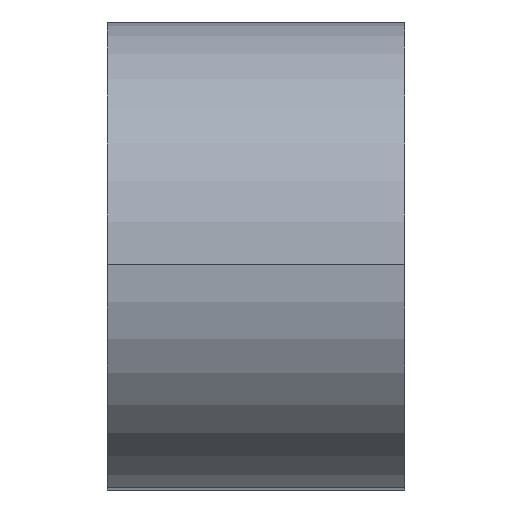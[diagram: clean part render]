
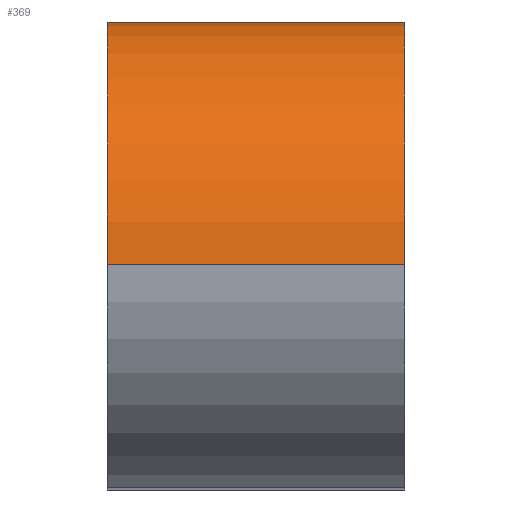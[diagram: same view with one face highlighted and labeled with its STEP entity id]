
A CAD part, top view. The second image highlights one B-rep face of the part: STEP entity #369.
In plain terms, the highlighted cylindrical face has radius 15.5 mm (diameter 31 mm), a partial arc.
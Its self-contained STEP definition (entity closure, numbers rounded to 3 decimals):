
#42 = CARTESIAN_POINT ( 'NONE',  ( 19., 15.5, 47.15 ) ) ;
#46 = ORIENTED_EDGE ( 'NONE', *, *, #110, .F. ) ;
#61 = AXIS2_PLACEMENT_3D ( 'NONE', #130, #285, #93 ) ;
#63 = CARTESIAN_POINT ( 'NONE',  ( 0., 0., 47.15 ) ) ;
#77 = DIRECTION ( 'NONE',  ( 0., 0., -1. ) ) ;
#78 = VERTEX_POINT ( 'NONE', #337 ) ;
#93 = DIRECTION ( 'NONE',  ( 0., 0., 1. ) ) ;
#94 = EDGE_CURVE ( 'NONE', #78, #479, #148, .T. ) ;
#99 = FACE_OUTER_BOUND ( 'NONE', #341, .T. ) ;
#110 = EDGE_CURVE ( 'NONE', #471, #479, #347, .T. ) ;
#112 = VECTOR ( 'NONE', #273, 1000. ) ;
#127 = CYLINDRICAL_SURFACE ( 'NONE', #61, 15.5 ) ;
#130 = CARTESIAN_POINT ( 'NONE',  ( 19., 0., 47.15 ) ) ;
#132 = ORIENTED_EDGE ( 'NONE', *, *, #412, .F. ) ;
#137 = ORIENTED_EDGE ( 'NONE', *, *, #211, .T. ) ;
#148 = CIRCLE ( 'NONE', #463, 15.5 ) ;
#151 = CARTESIAN_POINT ( 'NONE',  ( 19., 0., 62.65 ) ) ;
#162 = CARTESIAN_POINT ( 'NONE',  ( 19., 0., 47.15 ) ) ;
#201 = DIRECTION ( 'NONE',  ( 1., 0., 0. ) ) ;
#205 = CARTESIAN_POINT ( 'NONE',  ( 19., 0., 62.65 ) ) ;
#210 = ORIENTED_EDGE ( 'NONE', *, *, #94, .T. ) ;
#211 = EDGE_CURVE ( 'NONE', #334, #78, #343, .T. ) ;
#252 = AXIS2_PLACEMENT_3D ( 'NONE', #162, #360, #314 ) ;
#254 = CARTESIAN_POINT ( 'NONE',  ( 0., 0., 62.65 ) ) ;
#270 = VECTOR ( 'NONE', #338, 1000. ) ;
#273 = DIRECTION ( 'NONE',  ( -1., 0., 0. ) ) ;
#285 = DIRECTION ( 'NONE',  ( -1., 0., 0. ) ) ;
#302 = CIRCLE ( 'NONE', #252, 15.5 ) ;
#314 = DIRECTION ( 'NONE',  ( 0., 0., -1. ) ) ;
#334 = VERTEX_POINT ( 'NONE', #392 ) ;
#337 = CARTESIAN_POINT ( 'NONE',  ( 0., 15.5, 47.15 ) ) ;
#338 = DIRECTION ( 'NONE',  ( -1., 0., 0. ) ) ;
#341 = EDGE_LOOP ( 'NONE', ( #210, #46, #132, #137 ) ) ;
#343 = LINE ( 'NONE', #42, #270 ) ;
#347 = LINE ( 'NONE', #151, #112 ) ;
#360 = DIRECTION ( 'NONE',  ( 1., 0., 0. ) ) ;
#369 = ADVANCED_FACE ( 'NONE', ( #99 ), #127, .T. ) ;
#392 = CARTESIAN_POINT ( 'NONE',  ( 19., 15.5, 47.15 ) ) ;
#412 = EDGE_CURVE ( 'NONE', #334, #471, #302, .T. ) ;
#463 = AXIS2_PLACEMENT_3D ( 'NONE', #63, #201, #77 ) ;
#471 = VERTEX_POINT ( 'NONE', #205 ) ;
#479 = VERTEX_POINT ( 'NONE', #254 ) ;
